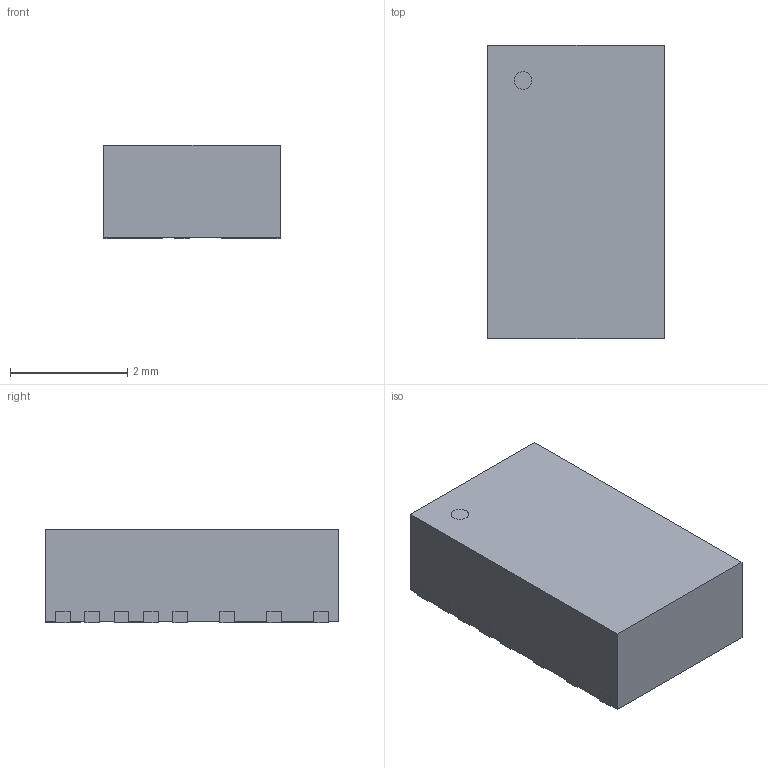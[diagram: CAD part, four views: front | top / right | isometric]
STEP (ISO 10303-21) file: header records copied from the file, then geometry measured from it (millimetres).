
FILE_DESCRIPTION (( 'STEP AP214' ), '1' );
FILE_NAME ('MPM3515GQV-AEC1 (QFN-17, 3x5x1.6).STEP', '2022-05-16T22:37:40', ( '' ), ( '' ), 'SwSTEP 2.0', 'SolidWorks 2021', '' );
FILE_SCHEMA (( 'AUTOMOTIVE_DESIGN' ));
Length unit declared in the file: millimetre
Products named in the file (1): MPM3515GQV-AEC1 (QFN-17, 3x5x1.6)
Bounding box: 3 x 5 x 1.6 mm (x, y, z)
Volume: 23.8 mm3; surface area: 76 mm2
Topology: 14 solids, 14 shells, 226 faces, 588 edges, 392 vertices
Faces by surface type: plane 172, cylinder 54
Entity records: 7042 total; most frequent: CARTESIAN_POINT 1207, ORIENTED_EDGE 1176, DIRECTION 1150, EDGE_CURVE 588, VECTOR 480, LINE 480, VERTEX_POINT 392, AXIS2_PLACEMENT_3D 335
